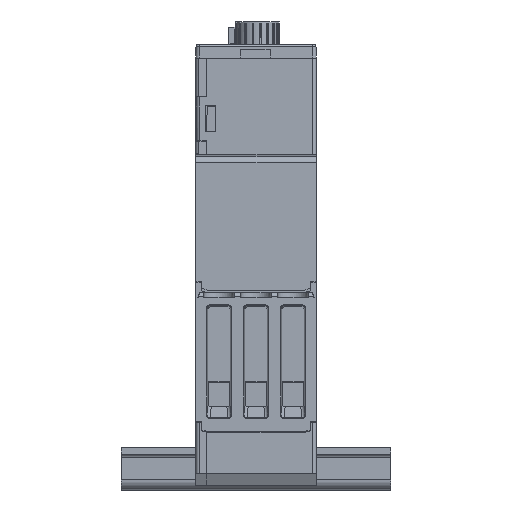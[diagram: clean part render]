
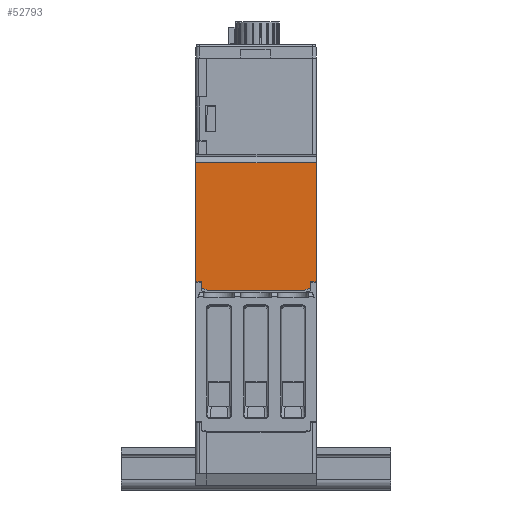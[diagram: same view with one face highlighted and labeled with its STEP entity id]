
A CAD part, left-side view. The second image highlights one B-rep face of the part: STEP entity #52793.
In plain terms, the highlighted planar face has unit normal (-1, 0, 0).
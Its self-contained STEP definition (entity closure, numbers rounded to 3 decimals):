
#3377=PLANE('',#60285);
#9097=LINE('',#97511,#14181);
#9120=LINE('',#97567,#14204);
#9121=LINE('',#97569,#14205);
#9122=LINE('',#97571,#14206);
#9123=LINE('',#97573,#14207);
#9124=LINE('',#97575,#14208);
#9125=LINE('',#97577,#14209);
#9126=LINE('',#97579,#14210);
#9127=LINE('',#97581,#14211);
#9128=LINE('',#97583,#14212);
#14181=VECTOR('',#72572,1000.);
#14204=VECTOR('',#72609,1000.);
#14205=VECTOR('',#72610,1000.);
#14206=VECTOR('',#72611,1000.);
#14207=VECTOR('',#72612,1000.);
#14208=VECTOR('',#72613,1000.);
#14209=VECTOR('',#72614,1000.);
#14210=VECTOR('',#72615,1000.);
#14211=VECTOR('',#72616,1000.);
#14212=VECTOR('',#72617,1000.);
#28179=ORIENTED_EDGE('',*,*,#36914,.T.);
#28180=ORIENTED_EDGE('',*,*,#36887,.F.);
#28181=ORIENTED_EDGE('',*,*,#36915,.F.);
#28182=ORIENTED_EDGE('',*,*,#36916,.F.);
#28183=ORIENTED_EDGE('',*,*,#36917,.F.);
#28184=ORIENTED_EDGE('',*,*,#36918,.F.);
#28185=ORIENTED_EDGE('',*,*,#36919,.F.);
#28186=ORIENTED_EDGE('',*,*,#36920,.F.);
#28187=ORIENTED_EDGE('',*,*,#36921,.F.);
#28188=ORIENTED_EDGE('',*,*,#36922,.T.);
#36887=EDGE_CURVE('',#42156,#42153,#9097,.T.);
#36914=EDGE_CURVE('',#42183,#42153,#9120,.T.);
#36915=EDGE_CURVE('',#42184,#42156,#9121,.T.);
#36916=EDGE_CURVE('',#42185,#42184,#9122,.T.);
#36917=EDGE_CURVE('',#42186,#42185,#9123,.T.);
#36918=EDGE_CURVE('',#42187,#42186,#9124,.T.);
#36919=EDGE_CURVE('',#42188,#42187,#9125,.T.);
#36920=EDGE_CURVE('',#42189,#42188,#9126,.T.);
#36921=EDGE_CURVE('',#42190,#42189,#9127,.T.);
#36922=EDGE_CURVE('',#42190,#42183,#9128,.T.);
#42153=VERTEX_POINT('',#97505);
#42156=VERTEX_POINT('',#97510);
#42183=VERTEX_POINT('',#97568);
#42184=VERTEX_POINT('',#97570);
#42185=VERTEX_POINT('',#97572);
#42186=VERTEX_POINT('',#97574);
#42187=VERTEX_POINT('',#97576);
#42188=VERTEX_POINT('',#97578);
#42189=VERTEX_POINT('',#97580);
#42190=VERTEX_POINT('',#97582);
#45911=EDGE_LOOP('',(#28179,#28180,#28181,#28182,#28183,#28184,#28185,#28186,
#28187,#28188));
#49142=FACE_BOUND('',#45911,.T.);
#52793=ADVANCED_FACE('',(#49142),#3377,.F.);
#60285=AXIS2_PLACEMENT_3D('',#97566,#72607,#72608);
#72572=DIRECTION('',(0.,-1.,0.));
#72607=DIRECTION('',(1.,0.,0.));
#72608=DIRECTION('',(0.,0.,1.));
#72609=DIRECTION('',(0.,0.,1.));
#72610=DIRECTION('',(0.,0.,1.));
#72611=DIRECTION('',(0.,1.,0.));
#72612=DIRECTION('',(0.,0.026,1.));
#72613=DIRECTION('',(0.,0.894,0.447));
#72614=DIRECTION('',(0.,1.,0.));
#72615=DIRECTION('',(0.,0.894,-0.447));
#72616=DIRECTION('',(0.,0.026,-1.));
#72617=DIRECTION('',(0.,-1.,0.));
#97505=CARTESIAN_POINT('',(-35.415,1.2,24.964));
#97510=CARTESIAN_POINT('',(-35.415,19.1,24.964));
#97511=CARTESIAN_POINT('',(-35.415,19.1,24.964));
#97566=CARTESIAN_POINT('',(-35.415,19.1,4.914));
#97567=CARTESIAN_POINT('',(-35.415,1.2,4.914));
#97568=CARTESIAN_POINT('',(-35.415,1.2,7.284));
#97569=CARTESIAN_POINT('',(-35.415,19.1,4.914));
#97570=CARTESIAN_POINT('',(-35.415,19.1,7.284));
#97571=CARTESIAN_POINT('',(-35.415,18.25,7.284));
#97572=CARTESIAN_POINT('',(-35.415,18.247,7.284));
#97573=CARTESIAN_POINT('',(-35.415,18.19,5.138));
#97574=CARTESIAN_POINT('',(-35.415,18.224,6.418));
#97575=CARTESIAN_POINT('',(-35.415,17.255,5.934));
#97576=CARTESIAN_POINT('',(-35.415,17.255,5.934));
#97577=CARTESIAN_POINT('',(-35.415,-10.854,5.934));
#97578=CARTESIAN_POINT('',(-35.415,3.055,5.934));
#97579=CARTESIAN_POINT('',(-35.415,2.055,6.434));
#97580=CARTESIAN_POINT('',(-35.415,2.076,6.423));
#97581=CARTESIAN_POINT('',(-35.415,2.122,4.669));
#97582=CARTESIAN_POINT('',(-35.415,2.053,7.284));
#97583=CARTESIAN_POINT('',(-35.415,2.05,7.284));
